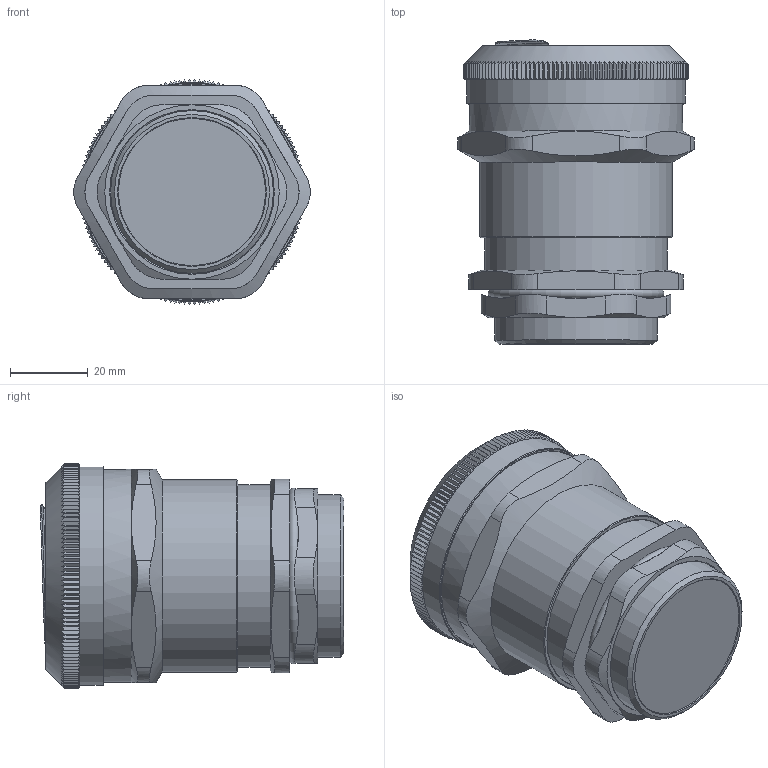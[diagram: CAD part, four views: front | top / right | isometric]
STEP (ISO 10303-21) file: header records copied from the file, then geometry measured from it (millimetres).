
FILE_DESCRIPTION(/* description */ (''),/* implementation_level */ '2;1');
FILE_NAME(/* name */ '',/* time_stamp */ '2024-03-26T13:55:48+07:00',/* author */ ('zeta-09'),/* organization */ (''),/* preprocessor_version */ 'ST-DEVELOPER v19.2',/* originating_system */ 'Autodesk Inventor 2024',/* authorisation */ '');
FILE_SCHEMA (('AUTOMOTIVE_DESIGN { 1 0 10303 214 3 1 1 }'));
Length unit declared in the file: millimetre
Products named in the file (1): Деталь1
Bounding box: 61.01 x 78.45 x 57.99 mm (x, y, z)
Volume: 156988.6 mm3; surface area: 19023.7 mm2
Topology: 1 solids, 1 shells, 379 faces, 1087 edges, 719 vertices
Faces by surface type: plane 317, cone 29, cylinder 25, bspline 6, torus 2
Full cylindrical faces by diameter (mm): 42 x1, 47 x1, 49.6 x1, 55 x1, 56.7 x1
Entity records: 12659 total; most frequent: CARTESIAN_POINT 4231, ORIENTED_EDGE 2174, DIRECTION 1213, EDGE_CURVE 1087, VERTEX_POINT 719, AXIS2_PLACEMENT_3D 433, EDGE_LOOP 388, FACE_OUTER_BOUND 379
